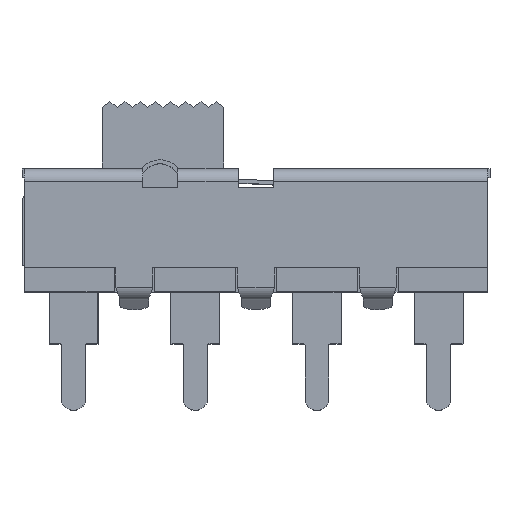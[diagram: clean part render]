
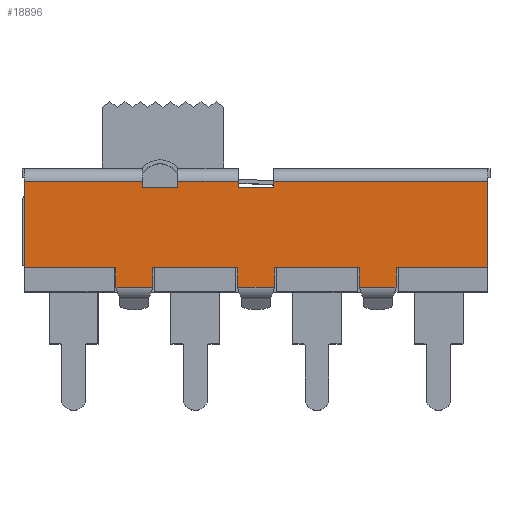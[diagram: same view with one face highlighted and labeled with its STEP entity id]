
A CAD part, top view. The second image highlights one B-rep face of the part: STEP entity #18896.
In plain terms, the highlighted planar face has unit normal (0, 0, 1).
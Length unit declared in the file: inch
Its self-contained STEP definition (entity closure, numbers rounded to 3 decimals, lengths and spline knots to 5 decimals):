
#17362=CARTESIAN_POINT('',(-0.59414,0.33998,0.48799));
#17363=VERTEX_POINT('',#17362);
#17370=CARTESIAN_POINT('',(-0.59414,0.56177,0.48799));
#17371=VERTEX_POINT('',#17370);
#17372=CARTESIAN_POINT('',(-0.59414,0.56177,0.48799));
#17373=DIRECTION('',(0.0,-1.0,0.0));
#17374=VECTOR('',#17373,0.22179);
#17375=LINE('',#17372,#17374);
#17376=EDGE_CURVE('',#17371,#17363,#17375,.T.);
#17695=CARTESIAN_POINT('',(0.59386,0.56177,0.48799));
#17696=VERTEX_POINT('',#17695);
#17722=CARTESIAN_POINT('',(0.04486,0.56177,0.48799));
#17723=VERTEX_POINT('',#17722);
#17731=CARTESIAN_POINT('',(0.59386,0.56177,0.48799));
#17732=DIRECTION('',(-1.0,0.0,0.0));
#17733=VECTOR('',#17732,0.549);
#17734=LINE('',#17731,#17733);
#17735=EDGE_CURVE('',#17696,#17723,#17734,.T.);
#18470=CARTESIAN_POINT('',(-0.26514,0.28998,0.48799));
#18471=VERTEX_POINT('',#18470);
#18479=CARTESIAN_POINT('',(-0.35914,0.28998,0.48799));
#18480=VERTEX_POINT('',#18479);
#18481=CARTESIAN_POINT('',(-0.26514,0.28998,0.48799));
#18482=DIRECTION('',(-1.0,0.0,0.0));
#18483=VECTOR('',#18482,0.094);
#18484=LINE('',#18481,#18483);
#18485=EDGE_CURVE('',#18471,#18480,#18484,.T.);
#18688=CARTESIAN_POINT('',(0.35886,0.28998,0.48799));
#18689=VERTEX_POINT('',#18688);
#18697=CARTESIAN_POINT('',(0.26486,0.28998,0.48799));
#18698=VERTEX_POINT('',#18697);
#18699=CARTESIAN_POINT('',(0.35886,0.28998,0.48799));
#18700=DIRECTION('',(-1.0,0.0,0.0));
#18701=VECTOR('',#18700,0.094);
#18702=LINE('',#18699,#18701);
#18703=EDGE_CURVE('',#18689,#18698,#18702,.T.);
#18733=CARTESIAN_POINT('',(-0.00014,0.81748,0.48799));
#18734=DIRECTION('',(0.0,0.0,1.0));
#18735=DIRECTION('',(1.0,0.0,0.0));
#18736=AXIS2_PLACEMENT_3D('',#18733,#18734,#18735);
#18737=PLANE('',#18736);
#18738=ORIENTED_EDGE('',*,*,#18485,.F.);
#18739=CARTESIAN_POINT('',(-0.26514,0.33998,0.48799));
#18740=VERTEX_POINT('',#18739);
#18741=CARTESIAN_POINT('',(-0.26514,0.28998,0.48799));
#18742=DIRECTION('',(0.0,1.0,0.0));
#18743=VECTOR('',#18742,0.05);
#18744=LINE('',#18741,#18743);
#18745=EDGE_CURVE('',#18471,#18740,#18744,.T.);
#18746=ORIENTED_EDGE('',*,*,#18745,.T.);
#18747=CARTESIAN_POINT('',(-0.04714,0.33998,0.48799));
#18748=VERTEX_POINT('',#18747);
#18749=CARTESIAN_POINT('',(-0.26514,0.33998,0.48799));
#18750=DIRECTION('',(1.0,0.0,0.0));
#18751=VECTOR('',#18750,0.218);
#18752=LINE('',#18749,#18751);
#18753=EDGE_CURVE('',#18740,#18748,#18752,.T.);
#18754=ORIENTED_EDGE('',*,*,#18753,.T.);
#18755=CARTESIAN_POINT('',(-0.04714,0.28998,0.48799));
#18756=VERTEX_POINT('',#18755);
#18757=CARTESIAN_POINT('',(-0.04714,0.33998,0.48799));
#18758=DIRECTION('',(0.0,-1.0,0.0));
#18759=VECTOR('',#18758,0.05);
#18760=LINE('',#18757,#18759);
#18761=EDGE_CURVE('',#18748,#18756,#18760,.T.);
#18762=ORIENTED_EDGE('',*,*,#18761,.T.);
#18763=CARTESIAN_POINT('',(0.04686,0.28998,0.48799));
#18764=VERTEX_POINT('',#18763);
#18765=CARTESIAN_POINT('',(0.04686,0.28998,0.48799));
#18766=DIRECTION('',(-1.0,0.0,0.0));
#18767=VECTOR('',#18766,0.094);
#18768=LINE('',#18765,#18767);
#18769=EDGE_CURVE('',#18764,#18756,#18768,.T.);
#18770=ORIENTED_EDGE('',*,*,#18769,.F.);
#18771=CARTESIAN_POINT('',(0.04686,0.33998,0.48799));
#18772=VERTEX_POINT('',#18771);
#18773=CARTESIAN_POINT('',(0.04686,0.28998,0.48799));
#18774=DIRECTION('',(0.0,1.0,0.0));
#18775=VECTOR('',#18774,0.05);
#18776=LINE('',#18773,#18775);
#18777=EDGE_CURVE('',#18764,#18772,#18776,.T.);
#18778=ORIENTED_EDGE('',*,*,#18777,.T.);
#18779=CARTESIAN_POINT('',(0.26486,0.33998,0.48799));
#18780=VERTEX_POINT('',#18779);
#18781=CARTESIAN_POINT('',(0.04686,0.33998,0.48799));
#18782=DIRECTION('',(1.0,0.0,0.0));
#18783=VECTOR('',#18782,0.218);
#18784=LINE('',#18781,#18783);
#18785=EDGE_CURVE('',#18772,#18780,#18784,.T.);
#18786=ORIENTED_EDGE('',*,*,#18785,.T.);
#18787=CARTESIAN_POINT('',(0.26486,0.33998,0.48799));
#18788=DIRECTION('',(0.0,-1.0,0.0));
#18789=VECTOR('',#18788,0.05);
#18790=LINE('',#18787,#18789);
#18791=EDGE_CURVE('',#18780,#18698,#18790,.T.);
#18792=ORIENTED_EDGE('',*,*,#18791,.T.);
#18793=ORIENTED_EDGE('',*,*,#18703,.F.);
#18794=CARTESIAN_POINT('',(0.35886,0.33998,0.48799));
#18795=VERTEX_POINT('',#18794);
#18796=CARTESIAN_POINT('',(0.35886,0.28998,0.48799));
#18797=DIRECTION('',(0.0,1.0,0.0));
#18798=VECTOR('',#18797,0.05);
#18799=LINE('',#18796,#18798);
#18800=EDGE_CURVE('',#18689,#18795,#18799,.T.);
#18801=ORIENTED_EDGE('',*,*,#18800,.T.);
#18802=CARTESIAN_POINT('',(0.59386,0.33998,0.48799));
#18803=VERTEX_POINT('',#18802);
#18804=CARTESIAN_POINT('',(0.35886,0.33998,0.48799));
#18805=DIRECTION('',(1.0,0.0,0.0));
#18806=VECTOR('',#18805,0.235);
#18807=LINE('',#18804,#18806);
#18808=EDGE_CURVE('',#18795,#18803,#18807,.T.);
#18809=ORIENTED_EDGE('',*,*,#18808,.T.);
#18810=CARTESIAN_POINT('',(0.59386,0.33998,0.48799));
#18811=DIRECTION('',(0.0,1.0,0.0));
#18812=VECTOR('',#18811,0.22179);
#18813=LINE('',#18810,#18812);
#18814=EDGE_CURVE('',#18803,#17696,#18813,.T.);
#18815=ORIENTED_EDGE('',*,*,#18814,.T.);
#18816=ORIENTED_EDGE('',*,*,#17735,.T.);
#18817=CARTESIAN_POINT('',(0.04486,0.54548,0.48799));
#18818=VERTEX_POINT('',#18817);
#18819=CARTESIAN_POINT('',(0.04486,0.56177,0.48799));
#18820=DIRECTION('',(0.0,-1.0,0.0));
#18821=VECTOR('',#18820,0.01629);
#18822=LINE('',#18819,#18821);
#18823=EDGE_CURVE('',#17723,#18818,#18822,.T.);
#18824=ORIENTED_EDGE('',*,*,#18823,.T.);
#18825=CARTESIAN_POINT('',(-0.04514,0.54548,0.48799));
#18826=VERTEX_POINT('',#18825);
#18827=CARTESIAN_POINT('',(0.04486,0.54548,0.48799));
#18828=DIRECTION('',(-1.0,0.0,0.0));
#18829=VECTOR('',#18828,0.09);
#18830=LINE('',#18827,#18829);
#18831=EDGE_CURVE('',#18818,#18826,#18830,.T.);
#18832=ORIENTED_EDGE('',*,*,#18831,.T.);
#18833=CARTESIAN_POINT('',(-0.04514,0.56177,0.48799));
#18834=VERTEX_POINT('',#18833);
#18835=CARTESIAN_POINT('',(-0.04514,0.54548,0.48799));
#18836=DIRECTION('',(0.0,1.0,0.0));
#18837=VECTOR('',#18836,0.01629);
#18838=LINE('',#18835,#18837);
#18839=EDGE_CURVE('',#18826,#18834,#18838,.T.);
#18840=ORIENTED_EDGE('',*,*,#18839,.T.);
#18841=CARTESIAN_POINT('',(-0.20114,0.56177,0.48799));
#18842=VERTEX_POINT('',#18841);
#18843=CARTESIAN_POINT('',(-0.04514,0.56177,0.48799));
#18844=DIRECTION('',(-1.0,0.0,0.0));
#18845=VECTOR('',#18844,0.156);
#18846=LINE('',#18843,#18845);
#18847=EDGE_CURVE('',#18834,#18842,#18846,.T.);
#18848=ORIENTED_EDGE('',*,*,#18847,.T.);
#18849=CARTESIAN_POINT('',(-0.20114,0.54548,0.48799));
#18850=VERTEX_POINT('',#18849);
#18851=CARTESIAN_POINT('',(-0.20114,0.56177,0.48799));
#18852=DIRECTION('',(0.0,-1.0,0.0));
#18853=VECTOR('',#18852,0.01629);
#18854=LINE('',#18851,#18853);
#18855=EDGE_CURVE('',#18842,#18850,#18854,.T.);
#18856=ORIENTED_EDGE('',*,*,#18855,.T.);
#18857=CARTESIAN_POINT('',(-0.29114,0.54548,0.48799));
#18858=VERTEX_POINT('',#18857);
#18859=CARTESIAN_POINT('',(-0.20114,0.54548,0.48799));
#18860=DIRECTION('',(-1.0,0.0,0.0));
#18861=VECTOR('',#18860,0.09);
#18862=LINE('',#18859,#18861);
#18863=EDGE_CURVE('',#18850,#18858,#18862,.T.);
#18864=ORIENTED_EDGE('',*,*,#18863,.T.);
#18865=CARTESIAN_POINT('',(-0.29114,0.56177,0.48799));
#18866=VERTEX_POINT('',#18865);
#18867=CARTESIAN_POINT('',(-0.29114,0.54548,0.48799));
#18868=DIRECTION('',(0.0,1.0,0.0));
#18869=VECTOR('',#18868,0.01629);
#18870=LINE('',#18867,#18869);
#18871=EDGE_CURVE('',#18858,#18866,#18870,.T.);
#18872=ORIENTED_EDGE('',*,*,#18871,.T.);
#18873=CARTESIAN_POINT('',(-0.29114,0.56177,0.48799));
#18874=DIRECTION('',(-1.0,0.0,0.0));
#18875=VECTOR('',#18874,0.303);
#18876=LINE('',#18873,#18875);
#18877=EDGE_CURVE('',#18866,#17371,#18876,.T.);
#18878=ORIENTED_EDGE('',*,*,#18877,.T.);
#18879=ORIENTED_EDGE('',*,*,#17376,.T.);
#18880=CARTESIAN_POINT('',(-0.35914,0.33998,0.48799));
#18881=VERTEX_POINT('',#18880);
#18882=CARTESIAN_POINT('',(-0.59414,0.33998,0.48799));
#18883=DIRECTION('',(1.0,0.0,0.0));
#18884=VECTOR('',#18883,0.235);
#18885=LINE('',#18882,#18884);
#18886=EDGE_CURVE('',#17363,#18881,#18885,.T.);
#18887=ORIENTED_EDGE('',*,*,#18886,.T.);
#18888=CARTESIAN_POINT('',(-0.35914,0.33998,0.48799));
#18889=DIRECTION('',(0.0,-1.0,0.0));
#18890=VECTOR('',#18889,0.05);
#18891=LINE('',#18888,#18890);
#18892=EDGE_CURVE('',#18881,#18480,#18891,.T.);
#18893=ORIENTED_EDGE('',*,*,#18892,.T.);
#18894=EDGE_LOOP('',(#18738,#18746,#18754,#18762,#18770,#18778,#18786,#18792,#18793,#18801,#18809,#18815,#18816,#18824,#18832,#18840,#18848,#18856,#18864,#18872,#18878,#18879,#18887,#18893));
#18895=FACE_OUTER_BOUND('',#18894,.T.);
#18896=ADVANCED_FACE('',(#18895),#18737,.T.);
